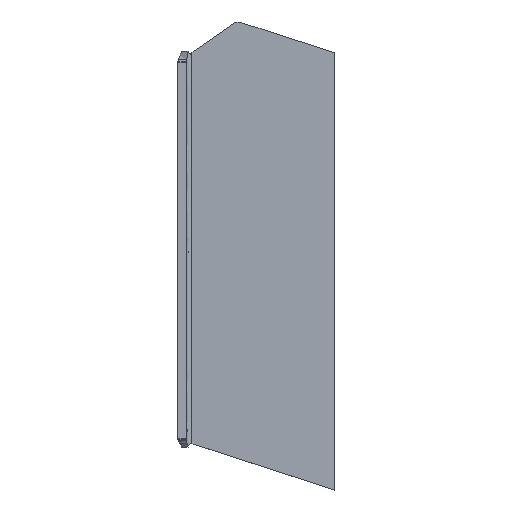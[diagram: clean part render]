
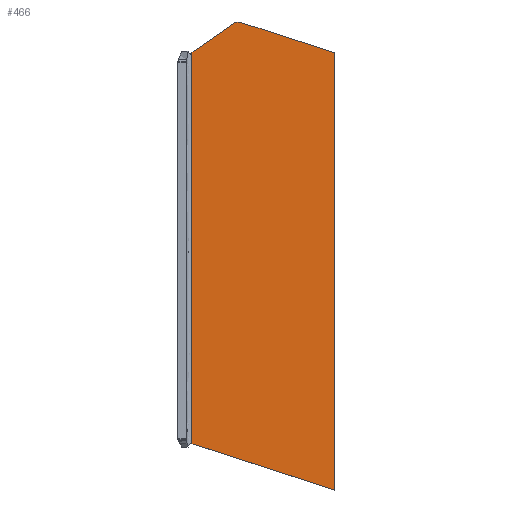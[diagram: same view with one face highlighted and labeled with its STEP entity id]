
A CAD part, top view. The second image highlights one B-rep face of the part: STEP entity #466.
In plain terms, the highlighted free-form (B-spline) face has degree [1, 1] with [2, 2] control points.
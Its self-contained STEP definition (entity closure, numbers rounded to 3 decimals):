
#10 = B_SPLINE_CURVE_WITH_KNOTS ( 'NONE', 1,
 ( #740, #535 ),
 .UNSPECIFIED., .F., .F.,
 ( 2, 2 ),
 ( 0., 1. ),
 .UNSPECIFIED. ) ;
#19 = CARTESIAN_POINT ( 'NONE',  ( 190.368, 368.59, 5. ) ) ;
#28 = CARTESIAN_POINT ( 'NONE',  ( 213.357, 384.674, 5. ) ) ;
#39 = EDGE_CURVE ( 'NONE', #726, #414, #10, .T. ) ;
#46 = VERTEX_POINT ( 'NONE', #789 ) ;
#49 = CARTESIAN_POINT ( 'NONE',  ( 271.209, 367.971, 5. ) ) ;
#58 = CARTESIAN_POINT ( 'NONE',  ( 216.248, 385.827, 5. ) ) ;
#59 = VERTEX_POINT ( 'NONE', #483 ) ;
#96 = CARTESIAN_POINT ( 'NONE',  ( 189.582, 368.105, 5. ) ) ;
#114 = ORIENTED_EDGE ( 'NONE', *, *, #599, .F. ) ;
#149 = EDGE_CURVE ( 'NONE', #811, #350, #612, .T. ) ;
#178 = CARTESIAN_POINT ( 'NONE',  ( 271.209, 116.004, 5. ) ) ;
#183 = CARTESIAN_POINT ( 'NONE',  ( 189.582, 144.099, 5. ) ) ;
#198 = B_SPLINE_CURVE_WITH_KNOTS ( 'NONE', 1,
 ( #779, #846 ),
 .UNSPECIFIED., .F., .F.,
 ( 2, 2 ),
 ( 0., 1. ),
 .UNSPECIFIED. ) ;
#201 = CARTESIAN_POINT ( 'NONE',  ( 214.667, 385.59, 5. ) ) ;
#208 = ORIENTED_EDGE ( 'NONE', *, *, #532, .F. ) ;
#229 = CARTESIAN_POINT ( 'NONE',  ( 217.768, 385.333, 5. ) ) ;
#239 = CARTESIAN_POINT ( 'NONE',  ( 189.582, 368.105, 5. ) ) ;
#256 = CARTESIAN_POINT ( 'NONE',  ( 190.368, 143.874, 5. ) ) ;
#275 = ORIENTED_EDGE ( 'NONE', *, *, #39, .F. ) ;
#321 = CARTESIAN_POINT ( 'NONE',  ( 217.768, 385.333, 5. ) ) ;
#350 = VERTEX_POINT ( 'NONE', #376 ) ;
#376 = CARTESIAN_POINT ( 'NONE',  ( 189.582, 368.105, 5. ) ) ;
#384 = CARTESIAN_POINT ( 'NONE',  ( 271.209, 387.185, 5. ) ) ;
#397 = CARTESIAN_POINT ( 'NONE',  ( 271.209, 117.611, 5. ) ) ;
#414 = VERTEX_POINT ( 'NONE', #256 ) ;
#463 = ORIENTED_EDGE ( 'NONE', *, *, #831, .F. ) ;
#465 = CARTESIAN_POINT ( 'NONE',  ( 213.357, 384.674, 5. ) ) ;
#466 = ADVANCED_FACE ( 'NONE', ( #562 ), #662, .F. ) ;
#472 =( BOUNDED_CURVE ( )  B_SPLINE_CURVE ( 3, ( #465, #201, #58, #782 ),
 .UNSPECIFIED., .F., .T. ) 
 B_SPLINE_CURVE_WITH_KNOTS ( ( 4, 4 ),
 ( -0.925, 0. ),
 .UNSPECIFIED. ) 
 CURVE ( )  GEOMETRIC_REPRESENTATION_ITEM ( )  RATIONAL_B_SPLINE_CURVE ( ( 1., 0.93, 0.93, 1. ) ) 
 REPRESENTATION_ITEM ( '' )  );
#483 = CARTESIAN_POINT ( 'NONE',  ( 190.368, 368.59, 5. ) ) ;
#507 = CARTESIAN_POINT ( 'NONE',  ( 271.209, 367.971, 5. ) ) ;
#509 = CARTESIAN_POINT ( 'NONE',  ( 271.209, 117.611, 5. ) ) ;
#532 = EDGE_CURVE ( 'NONE', #705, #726, #670, .T. ) ;
#535 = CARTESIAN_POINT ( 'NONE',  ( 190.368, 143.874, 5. ) ) ;
#551 = B_SPLINE_CURVE_WITH_KNOTS ( 'NONE', 1,
 ( #96, #821 ),
 .UNSPECIFIED., .F., .F.,
 ( 2, 2 ),
 ( 0., 1. ),
 .UNSPECIFIED. ) ;
#562 = FACE_OUTER_BOUND ( 'NONE', #801, .T. ) ;
#573 = EDGE_CURVE ( 'NONE', #59, #46, #742, .T. ) ;
#574 = CARTESIAN_POINT ( 'NONE',  ( 271.209, 367.971, 5. ) ) ;
#599 = EDGE_CURVE ( 'NONE', #350, #59, #551, .T. ) ;
#612 = B_SPLINE_CURVE_WITH_KNOTS ( 'NONE', 1,
 ( #823, #239 ),
 .UNSPECIFIED., .F., .F.,
 ( 2, 2 ),
 ( -1., 0. ),
 .UNSPECIFIED. ) ;
#662 = B_SPLINE_SURFACE_WITH_KNOTS ( 'NONE', 1, 1, ( 
 ( #690, #837 ),
 ( #384, #178 ) ),
 .UNSPECIFIED., .F., .F., .F.,
 ( 2, 2 ),
 ( 2, 2 ),
 ( 0., 1. ),
 ( 0., 1. ),
 .UNSPECIFIED. ) ;
#665 = VERTEX_POINT ( 'NONE', #229 ) ;
#668 = ORIENTED_EDGE ( 'NONE', *, *, #810, .F. ) ;
#670 = B_SPLINE_CURVE_WITH_KNOTS ( 'NONE', 1,
 ( #507, #397 ),
 .UNSPECIFIED., .F., .F.,
 ( 2, 2 ),
 ( 0., 1. ),
 .UNSPECIFIED. ) ;
#681 = ORIENTED_EDGE ( 'NONE', *, *, #816, .F. ) ;
#690 = CARTESIAN_POINT ( 'NONE',  ( 189.582, 387.185, 5. ) ) ;
#705 = VERTEX_POINT ( 'NONE', #49 ) ;
#707 = ORIENTED_EDGE ( 'NONE', *, *, #573, .F. ) ;
#726 = VERTEX_POINT ( 'NONE', #509 ) ;
#740 = CARTESIAN_POINT ( 'NONE',  ( 271.209, 117.611, 5. ) ) ;
#742 = B_SPLINE_CURVE_WITH_KNOTS ( 'NONE', 1,
 ( #19, #28 ),
 .UNSPECIFIED., .F., .F.,
 ( 2, 2 ),
 ( 0., 1. ),
 .UNSPECIFIED. ) ;
#772 = ORIENTED_EDGE ( 'NONE', *, *, #149, .F. ) ;
#779 = CARTESIAN_POINT ( 'NONE',  ( 190.368, 143.874, 5. ) ) ;
#782 = CARTESIAN_POINT ( 'NONE',  ( 217.768, 385.333, 5. ) ) ;
#783 = B_SPLINE_CURVE_WITH_KNOTS ( 'NONE', 1,
 ( #321, #574 ),
 .UNSPECIFIED., .F., .F.,
 ( 2, 2 ),
 ( 0., 1. ),
 .UNSPECIFIED. ) ;
#789 = CARTESIAN_POINT ( 'NONE',  ( 213.357, 384.674, 5. ) ) ;
#801 = EDGE_LOOP ( 'NONE', ( #275, #208, #668, #463, #707, #114, #772, #681 ) ) ;
#810 = EDGE_CURVE ( 'NONE', #665, #705, #783, .T. ) ;
#811 = VERTEX_POINT ( 'NONE', #183 ) ;
#816 = EDGE_CURVE ( 'NONE', #414, #811, #198, .T. ) ;
#821 = CARTESIAN_POINT ( 'NONE',  ( 190.368, 368.59, 5. ) ) ;
#823 = CARTESIAN_POINT ( 'NONE',  ( 189.582, 144.099, 5. ) ) ;
#831 = EDGE_CURVE ( 'NONE', #46, #665, #472, .T. ) ;
#837 = CARTESIAN_POINT ( 'NONE',  ( 189.582, 116.004, 5. ) ) ;
#846 = CARTESIAN_POINT ( 'NONE',  ( 189.582, 144.099, 5. ) ) ;
